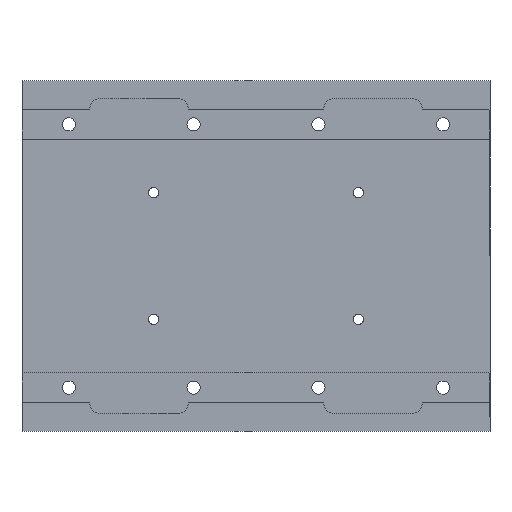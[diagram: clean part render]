
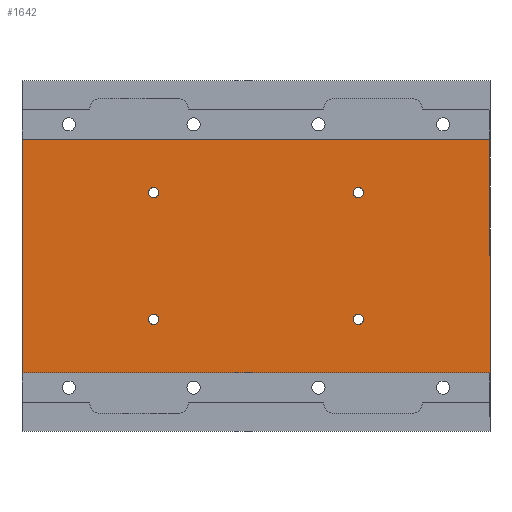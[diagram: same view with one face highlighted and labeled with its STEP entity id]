
A CAD part, front view. The second image highlights one B-rep face of the part: STEP entity #1642.
In plain terms, the highlighted planar face has unit normal (0, -1, 0).
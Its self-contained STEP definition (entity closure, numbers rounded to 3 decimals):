
#27 = CIRCLE ( 'NONE', #4643, 1.65 ) ;
#63 = DIRECTION ( 'NONE',  ( 0., 1., 0. ) ) ;
#163 = EDGE_LOOP ( 'NONE', ( #3946, #1444 ) ) ;
#210 = VERTEX_POINT ( 'NONE', #3301 ) ;
#452 = ORIENTED_EDGE ( 'NONE', *, *, #4168, .F. ) ;
#563 = CARTESIAN_POINT ( 'NONE',  ( -76.2, 0., -38.036 ) ) ;
#572 = CIRCLE ( 'NONE', #3786, 1.65 ) ;
#589 = DIRECTION ( 'NONE',  ( 0., 0., 1. ) ) ;
#665 = VERTEX_POINT ( 'NONE', #4900 ) ;
#723 = AXIS2_PLACEMENT_3D ( 'NONE', #2894, #63, #3298 ) ;
#809 = VECTOR ( 'NONE', #4258, 1000. ) ;
#843 = CARTESIAN_POINT ( 'NONE',  ( 33.338, 0., 22.288 ) ) ;
#944 = DIRECTION ( 'NONE',  ( 0., 1., 0. ) ) ;
#945 = VERTEX_POINT ( 'NONE', #1216 ) ;
#957 = DIRECTION ( 'NONE',  ( 0., 0., 1. ) ) ;
#1004 = CARTESIAN_POINT ( 'NONE',  ( 0., 0., 0. ) ) ;
#1048 = EDGE_CURVE ( 'NONE', #4277, #3633, #4914, .T. ) ;
#1181 = EDGE_CURVE ( 'NONE', #4585, #665, #3064, .T. ) ;
#1182 = DIRECTION ( 'NONE',  ( 0., 0., 1. ) ) ;
#1189 = CARTESIAN_POINT ( 'NONE',  ( -33.338, 0., 18.988 ) ) ;
#1216 = CARTESIAN_POINT ( 'NONE',  ( -76.2, 0., -38.036 ) ) ;
#1409 = DIRECTION ( 'NONE',  ( -1., 0., 0. ) ) ;
#1431 = VERTEX_POINT ( 'NONE', #4008 ) ;
#1435 = VERTEX_POINT ( 'NONE', #1699 ) ;
#1444 = ORIENTED_EDGE ( 'NONE', *, *, #2133, .T. ) ;
#1446 = EDGE_LOOP ( 'NONE', ( #4616, #4285 ) ) ;
#1523 = CARTESIAN_POINT ( 'NONE',  ( 76.2, 0., 57.15 ) ) ;
#1535 = VECTOR ( 'NONE', #4804, 1000. ) ;
#1568 = DIRECTION ( 'NONE',  ( 0., 0., 1. ) ) ;
#1642 = ADVANCED_FACE ( 'NONE', ( #4350, #4908, #2802, #4775, #1922 ), #4251, .F. ) ;
#1699 = CARTESIAN_POINT ( 'NONE',  ( 33.338, 0., 18.988 ) ) ;
#1854 = DIRECTION ( 'NONE',  ( 0., 1., 0. ) ) ;
#1884 = VECTOR ( 'NONE', #1409, 1000. ) ;
#1890 = CARTESIAN_POINT ( 'NONE',  ( -33.338, 0., -22.287 ) ) ;
#1894 = EDGE_CURVE ( 'NONE', #3633, #4277, #2635, .T. ) ;
#1898 = CIRCLE ( 'NONE', #3854, 1.65 ) ;
#1922 = FACE_OUTER_BOUND ( 'NONE', #4589, .T. ) ;
#1992 = CARTESIAN_POINT ( 'NONE',  ( -76.2, 0., 38.036 ) ) ;
#2133 = EDGE_CURVE ( 'NONE', #2312, #3773, #3495, .T. ) ;
#2158 = DIRECTION ( 'NONE',  ( 0., 0., 1. ) ) ;
#2174 = EDGE_CURVE ( 'NONE', #1435, #2588, #27, .T. ) ;
#2202 = ORIENTED_EDGE ( 'NONE', *, *, #1048, .T. ) ;
#2208 = CARTESIAN_POINT ( 'NONE',  ( -33.338, 0., 20.638 ) ) ;
#2260 = AXIS2_PLACEMENT_3D ( 'NONE', #1004, #1854, #3419 ) ;
#2307 = EDGE_CURVE ( 'NONE', #945, #1431, #4193, .T. ) ;
#2312 = VERTEX_POINT ( 'NONE', #1890 ) ;
#2337 = EDGE_LOOP ( 'NONE', ( #2572, #2202 ) ) ;
#2408 = DIRECTION ( 'NONE',  ( 0., 1., 0. ) ) ;
#2441 = CARTESIAN_POINT ( 'NONE',  ( 33.338, 0., -18.987 ) ) ;
#2458 = LINE ( 'NONE', #563, #1884 ) ;
#2504 = DIRECTION ( 'NONE',  ( 0., 1., 0. ) ) ;
#2572 = ORIENTED_EDGE ( 'NONE', *, *, #1894, .T. ) ;
#2588 = VERTEX_POINT ( 'NONE', #843 ) ;
#2635 = CIRCLE ( 'NONE', #3497, 1.65 ) ;
#2790 = DIRECTION ( 'NONE',  ( 0., 1., 0. ) ) ;
#2802 = FACE_BOUND ( 'NONE', #1446, .T. ) ;
#2803 = EDGE_CURVE ( 'NONE', #210, #945, #2458, .T. ) ;
#2884 = DIRECTION ( 'NONE',  ( 0., 1., 0. ) ) ;
#2894 = CARTESIAN_POINT ( 'NONE',  ( 33.338, 0., -20.637 ) ) ;
#2897 = EDGE_LOOP ( 'NONE', ( #4955, #5106 ) ) ;
#2979 = CARTESIAN_POINT ( 'NONE',  ( -33.338, 0., -20.637 ) ) ;
#2999 = DIRECTION ( 'NONE',  ( 0., 1., 0. ) ) ;
#3018 = EDGE_CURVE ( 'NONE', #665, #4585, #3130, .T. ) ;
#3064 = CIRCLE ( 'NONE', #3108, 1.65 ) ;
#3075 = ORIENTED_EDGE ( 'NONE', *, *, #2803, .F. ) ;
#3108 = AXIS2_PLACEMENT_3D ( 'NONE', #2208, #2884, #3685 ) ;
#3118 = CARTESIAN_POINT ( 'NONE',  ( 33.338, 0., -22.287 ) ) ;
#3130 = CIRCLE ( 'NONE', #3619, 1.65 ) ;
#3183 = CARTESIAN_POINT ( 'NONE',  ( 33.338, 0., -20.637 ) ) ;
#3298 = DIRECTION ( 'NONE',  ( 0., 0., 1. ) ) ;
#3301 = CARTESIAN_POINT ( 'NONE',  ( 76.2, 0., -38.036 ) ) ;
#3368 = DIRECTION ( 'NONE',  ( 0., 1., 0. ) ) ;
#3419 = DIRECTION ( 'NONE',  ( 0., 0., 1. ) ) ;
#3495 = CIRCLE ( 'NONE', #4105, 1.65 ) ;
#3497 = AXIS2_PLACEMENT_3D ( 'NONE', #3183, #2408, #1182 ) ;
#3619 = AXIS2_PLACEMENT_3D ( 'NONE', #4314, #2790, #1568 ) ;
#3633 = VERTEX_POINT ( 'NONE', #2441 ) ;
#3685 = DIRECTION ( 'NONE',  ( 0., 0., 1. ) ) ;
#3699 = CARTESIAN_POINT ( 'NONE',  ( -33.338, 0., -20.637 ) ) ;
#3773 = VERTEX_POINT ( 'NONE', #4819 ) ;
#3777 = CARTESIAN_POINT ( 'NONE',  ( 33.338, 0., 20.638 ) ) ;
#3786 = AXIS2_PLACEMENT_3D ( 'NONE', #3777, #3368, #957 ) ;
#3823 = CARTESIAN_POINT ( 'NONE',  ( 33.338, 0., 20.638 ) ) ;
#3851 = CARTESIAN_POINT ( 'NONE',  ( -76.2, 0., -57.15 ) ) ;
#3854 = AXIS2_PLACEMENT_3D ( 'NONE', #3699, #2504, #4413 ) ;
#3909 = EDGE_CURVE ( 'NONE', #2588, #1435, #572, .T. ) ;
#3946 = ORIENTED_EDGE ( 'NONE', *, *, #4625, .T. ) ;
#3966 = LINE ( 'NONE', #1992, #1535 ) ;
#4008 = CARTESIAN_POINT ( 'NONE',  ( -76.2, 0., 38.036 ) ) ;
#4105 = AXIS2_PLACEMENT_3D ( 'NONE', #2979, #944, #589 ) ;
#4168 = EDGE_CURVE ( 'NONE', #4312, #210, #4639, .T. ) ;
#4193 = LINE ( 'NONE', #3851, #809 ) ;
#4251 = PLANE ( 'NONE',  #2260 ) ;
#4258 = DIRECTION ( 'NONE',  ( 0., 0., 1. ) ) ;
#4277 = VERTEX_POINT ( 'NONE', #3118 ) ;
#4285 = ORIENTED_EDGE ( 'NONE', *, *, #2174, .T. ) ;
#4312 = VERTEX_POINT ( 'NONE', #4715 ) ;
#4314 = CARTESIAN_POINT ( 'NONE',  ( -33.338, 0., 20.638 ) ) ;
#4350 = FACE_BOUND ( 'NONE', #163, .T. ) ;
#4413 = DIRECTION ( 'NONE',  ( 0., 0., 1. ) ) ;
#4494 = ORIENTED_EDGE ( 'NONE', *, *, #2307, .F. ) ;
#4585 = VERTEX_POINT ( 'NONE', #1189 ) ;
#4589 = EDGE_LOOP ( 'NONE', ( #452, #4791, #4494, #3075 ) ) ;
#4616 = ORIENTED_EDGE ( 'NONE', *, *, #3909, .T. ) ;
#4625 = EDGE_CURVE ( 'NONE', #3773, #2312, #1898, .T. ) ;
#4639 = LINE ( 'NONE', #1523, #4885 ) ;
#4643 = AXIS2_PLACEMENT_3D ( 'NONE', #3823, #2999, #2158 ) ;
#4673 = DIRECTION ( 'NONE',  ( 0., 0., -1. ) ) ;
#4715 = CARTESIAN_POINT ( 'NONE',  ( 76.2, 0., 38.036 ) ) ;
#4775 = FACE_BOUND ( 'NONE', #2337, .T. ) ;
#4791 = ORIENTED_EDGE ( 'NONE', *, *, #5185, .F. ) ;
#4804 = DIRECTION ( 'NONE',  ( 1., 0., 0. ) ) ;
#4819 = CARTESIAN_POINT ( 'NONE',  ( -33.338, 0., -18.987 ) ) ;
#4885 = VECTOR ( 'NONE', #4673, 1000. ) ;
#4900 = CARTESIAN_POINT ( 'NONE',  ( -33.338, 0., 22.288 ) ) ;
#4908 = FACE_BOUND ( 'NONE', #2897, .T. ) ;
#4914 = CIRCLE ( 'NONE', #723, 1.65 ) ;
#4955 = ORIENTED_EDGE ( 'NONE', *, *, #3018, .T. ) ;
#5106 = ORIENTED_EDGE ( 'NONE', *, *, #1181, .T. ) ;
#5185 = EDGE_CURVE ( 'NONE', #1431, #4312, #3966, .T. ) ;
